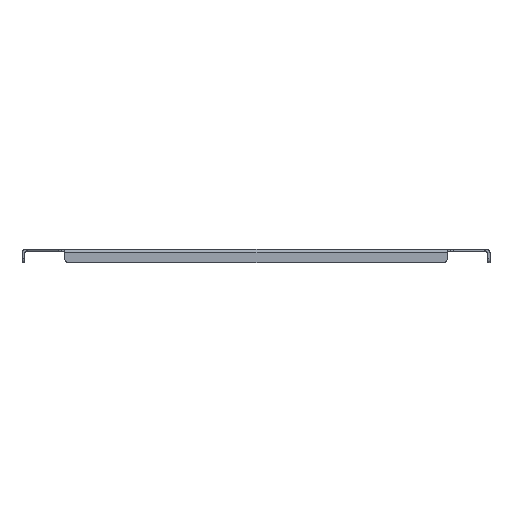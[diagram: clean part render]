
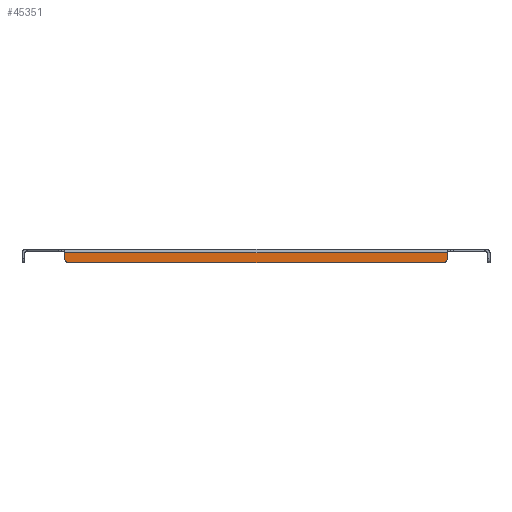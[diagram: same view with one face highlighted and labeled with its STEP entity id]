
A CAD part, left-side view. The second image highlights one B-rep face of the part: STEP entity #45351.
In plain terms, the highlighted planar face has unit normal (-1, 0, 0).
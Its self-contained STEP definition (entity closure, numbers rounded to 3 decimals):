
#5514 = VERTEX_POINT ( 'NONE', #102031 ) ;
#6934 = VECTOR ( 'NONE', #68896, 1000. ) ;
#11021 = DIRECTION ( 'NONE',  ( 1., 0., 0. ) ) ;
#11365 = CIRCLE ( 'NONE', #66654, 3. ) ;
#11540 = CARTESIAN_POINT ( 'NONE',  ( -275., 143., 2. ) ) ;
#11864 = ORIENTED_EDGE ( 'NONE', *, *, #78694, .T. ) ;
#11970 = DIRECTION ( 'NONE',  ( 0., 0., -1. ) ) ;
#12556 = VERTEX_POINT ( 'NONE', #89440 ) ;
#12782 = EDGE_CURVE ( 'NONE', #21352, #5514, #101278, .T. ) ;
#15456 = EDGE_CURVE ( 'NONE', #37221, #21352, #71389, .T. ) ;
#17398 = DIRECTION ( 'NONE',  ( -1., 0., 0. ) ) ;
#18055 = AXIS2_PLACEMENT_3D ( 'NONE', #68957, #99751, #18085 ) ;
#18085 = DIRECTION ( 'NONE',  ( 0., 0., -1. ) ) ;
#19131 = CARTESIAN_POINT ( 'NONE',  ( -275., 143., 2. ) ) ;
#20624 = DIRECTION ( 'NONE',  ( 0., -1., 0. ) ) ;
#21352 = VERTEX_POINT ( 'NONE', #73602 ) ;
#22711 = LINE ( 'NONE', #102787, #57019 ) ;
#25506 = CARTESIAN_POINT ( 'NONE',  ( -275., 140., -5. ) ) ;
#32615 = EDGE_CURVE ( 'NONE', #37221, #95335, #54439, .T. ) ;
#37221 = VERTEX_POINT ( 'NONE', #88412 ) ;
#39079 = CARTESIAN_POINT ( 'NONE',  ( -275., 140., -8. ) ) ;
#43550 = CARTESIAN_POINT ( 'NONE',  ( -275., -143., -5. ) ) ;
#44709 = DIRECTION ( 'NONE',  ( 0., 0., -1. ) ) ;
#45351 = ADVANCED_FACE ( 'NONE', ( #51575 ), #93200, .F. ) ;
#51403 = VERTEX_POINT ( 'NONE', #39079 ) ;
#51575 = FACE_OUTER_BOUND ( 'NONE', #62891, .T. ) ;
#52298 = CARTESIAN_POINT ( 'NONE',  ( -275., -143., 2. ) ) ;
#54439 = LINE ( 'NONE', #52298, #60511 ) ;
#57019 = VECTOR ( 'NONE', #20624, 1000. ) ;
#60511 = VECTOR ( 'NONE', #44709, 1000. ) ;
#62364 = ORIENTED_EDGE ( 'NONE', *, *, #103646, .T. ) ;
#62891 = EDGE_LOOP ( 'NONE', ( #106573, #72003, #85245, #104953, #11864, #62364 ) ) ;
#66654 = AXIS2_PLACEMENT_3D ( 'NONE', #25506, #17398, #11970 ) ;
#68896 = DIRECTION ( 'NONE',  ( 0., 0., -1. ) ) ;
#68957 = CARTESIAN_POINT ( 'NONE',  ( -275., -140., -5. ) ) ;
#69134 = AXIS2_PLACEMENT_3D ( 'NONE', #19131, #11021, #77029 ) ;
#70342 = DIRECTION ( 'NONE',  ( 0., 1., 0. ) ) ;
#71389 = LINE ( 'NONE', #88111, #92091 ) ;
#72003 = ORIENTED_EDGE ( 'NONE', *, *, #15456, .T. ) ;
#73602 = CARTESIAN_POINT ( 'NONE',  ( -275., 143., -0.5 ) ) ;
#77029 = DIRECTION ( 'NONE',  ( 0., 0., -1. ) ) ;
#78694 = EDGE_CURVE ( 'NONE', #51403, #12556, #22711, .T. ) ;
#85245 = ORIENTED_EDGE ( 'NONE', *, *, #12782, .T. ) ;
#88111 = CARTESIAN_POINT ( 'NONE',  ( -275., 143., -0.5 ) ) ;
#88412 = CARTESIAN_POINT ( 'NONE',  ( -275., -143., -0.5 ) ) ;
#89440 = CARTESIAN_POINT ( 'NONE',  ( -275., -140., -8. ) ) ;
#92091 = VECTOR ( 'NONE', #70342, 1000. ) ;
#93200 = PLANE ( 'NONE',  #69134 ) ;
#95335 = VERTEX_POINT ( 'NONE', #43550 ) ;
#99751 = DIRECTION ( 'NONE',  ( -1., 0., 0. ) ) ;
#101278 = LINE ( 'NONE', #11540, #6934 ) ;
#102031 = CARTESIAN_POINT ( 'NONE',  ( -275., 143., -5. ) ) ;
#102739 = CIRCLE ( 'NONE', #18055, 3. ) ;
#102787 = CARTESIAN_POINT ( 'NONE',  ( -275., 143., -8. ) ) ;
#103646 = EDGE_CURVE ( 'NONE', #12556, #95335, #102739, .T. ) ;
#104953 = ORIENTED_EDGE ( 'NONE', *, *, #105808, .T. ) ;
#105808 = EDGE_CURVE ( 'NONE', #5514, #51403, #11365, .T. ) ;
#106573 = ORIENTED_EDGE ( 'NONE', *, *, #32615, .F. ) ;
